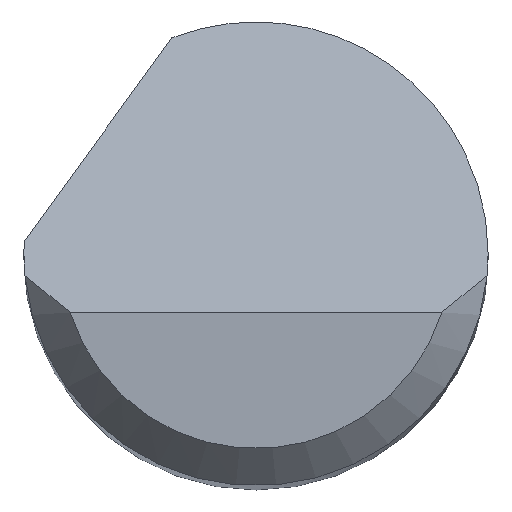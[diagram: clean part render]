
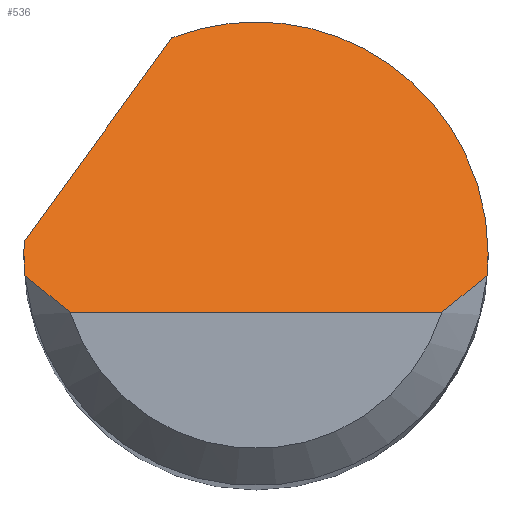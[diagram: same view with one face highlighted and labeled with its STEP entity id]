
A CAD part, top view. The second image highlights one B-rep face of the part: STEP entity #536.
In plain terms, the highlighted planar face has unit normal (0, 0.707, 0.707).
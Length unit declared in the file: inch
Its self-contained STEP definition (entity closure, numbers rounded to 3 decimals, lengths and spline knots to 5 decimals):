
#18 = VECTOR ( 'NONE', #738, 39.37008 ) ;
#28 = LINE ( 'NONE', #331, #474 ) ;
#48 = CARTESIAN_POINT ( 'NONE',  ( 0.09334, -0.00875, 2.485 ) ) ;
#58 = DIRECTION ( 'NONE',  ( 0., -0.707, -0.707 ) ) ;
#62 = CARTESIAN_POINT ( 'NONE',  ( 0.07508, -0.02375, 2.5 ) ) ;
#74 = CARTESIAN_POINT ( 'NONE',  ( -0.07508, -0.02375, 2.5 ) ) ;
#83 = ORIENTED_EDGE ( 'NONE', *, *, #562, .F. ) ;
#101 = CARTESIAN_POINT ( 'NONE',  ( -0.08157, -0.019, 2.49525 ) ) ;
#110 = EDGE_CURVE ( 'NONE', #431, #231, #685, .T. ) ;
#114 = CARTESIAN_POINT ( 'NONE',  ( 0.09375, -0.00292, 2.47917 ) ) ;
#132 = VERTEX_POINT ( 'NONE', #74 ) ;
#138 = CARTESIAN_POINT ( 'NONE',  ( -0.03394, 0.08739, 2.38886 ) ) ;
#180 = ORIENTED_EDGE ( 'NONE', *, *, #790, .T. ) ;
#223 = CARTESIAN_POINT ( 'NONE',  ( -0.09371, 0.00333, 2.47292 ) ) ;
#227 = CARTESIAN_POINT ( 'NONE',  ( -0.09334, -0.00875, 2.485 ) ) ;
#231 = VERTEX_POINT ( 'NONE', #483 ) ;
#233 =( BOUNDED_CURVE ( )  B_SPLINE_CURVE ( 3, ( #479, #1151, #377, #672 ),
 .UNSPECIFIED., .F., .T. ) 
 B_SPLINE_CURVE_WITH_KNOTS ( ( 4, 4 ),
 ( 4.61892, 4.71239 ),
 .UNSPECIFIED. ) 
 CURVE ( )  GEOMETRIC_REPRESENTATION_ITEM ( )  RATIONAL_B_SPLINE_CURVE ( ( 1., 0.999, 0.999, 1. ) ) 
 REPRESENTATION_ITEM ( '' )  );
#234 = VERTEX_POINT ( 'NONE', #1272 ) ;
#240 = ORIENTED_EDGE ( 'NONE', *, *, #944, .F. ) ;
#248 = DIRECTION ( 'NONE',  ( 0., 0.707, -0.707 ) ) ;
#251 = EDGE_CURVE ( 'NONE', #879, #231, #515, .T. ) ;
#261 = FACE_OUTER_BOUND ( 'NONE', #322, .T. ) ;
#296 = ORIENTED_EDGE ( 'NONE', *, *, #251, .F. ) ;
#322 = EDGE_LOOP ( 'NONE', ( #1167, #1248, #296, #335, #240, #715, #83, #180 ) ) ;
#331 = CARTESIAN_POINT ( 'NONE',  ( -0.11014, -0.01781, 2.49406 ) ) ;
#335 = ORIENTED_EDGE ( 'NONE', *, *, #1001, .F. ) ;
#336 = CARTESIAN_POINT ( 'NONE',  ( 0.09375, 0.07266, 2.40359 ) ) ;
#352 = PLANE ( 'NONE',  #750 ) ;
#377 = CARTESIAN_POINT ( 'NONE',  ( -0.09375, -0.00292, 2.47917 ) ) ;
#414 = EDGE_CURVE ( 'NONE', #1121, #456, #460, .T. ) ;
#430 = EDGE_CURVE ( 'NONE', #132, #431, #1234, .T. ) ;
#431 = VERTEX_POINT ( 'NONE', #731 ) ;
#444 = CARTESIAN_POINT ( 'NONE',  ( 0.08157, -0.019, 2.49525 ) ) ;
#454 = CARTESIAN_POINT ( 'NONE',  ( 0.08761, -0.01397, 2.49022 ) ) ;
#456 = VERTEX_POINT ( 'NONE', #543 ) ;
#460 =( BOUNDED_CURVE ( )  B_SPLINE_CURVE ( 3, ( #1117, #853, #223, #620 ),
 .UNSPECIFIED., .F., .T. ) 
 B_SPLINE_CURVE_WITH_KNOTS ( ( 4, 4 ),
 ( 4.71239, 4.76575 ),
 .UNSPECIFIED. ) 
 CURVE ( )  GEOMETRIC_REPRESENTATION_ITEM ( )  RATIONAL_B_SPLINE_CURVE ( ( 1., 1., 1., 1. ) ) 
 REPRESENTATION_ITEM ( '' )  );
#474 = VECTOR ( 'NONE', #825, 39.37008 ) ;
#479 = CARTESIAN_POINT ( 'NONE',  ( -0.09334, -0.00875, 2.485 ) ) ;
#483 = CARTESIAN_POINT ( 'NONE',  ( 0.09334, -0.00875, 2.485 ) ) ;
#502 = CARTESIAN_POINT ( 'NONE',  ( -0.07508, -0.02375, 2.5 ) ) ;
#515 =( BOUNDED_CURVE ( )  B_SPLINE_CURVE ( 3, ( #700, #114, #1112, #1007 ),
 .UNSPECIFIED., .F., .T. ) 
 B_SPLINE_CURVE_WITH_KNOTS ( ( 4, 4 ),
 ( 1.5708, 1.66427 ),
 .UNSPECIFIED. ) 
 CURVE ( )  GEOMETRIC_REPRESENTATION_ITEM ( )  RATIONAL_B_SPLINE_CURVE ( ( 1., 0.999, 0.999, 1. ) ) 
 REPRESENTATION_ITEM ( '' )  );
#536 = ADVANCED_FACE ( 'NONE', ( #261 ), #352, .F. ) ;
#539 = CARTESIAN_POINT ( 'NONE',  ( 0.03379, 0.11369, 2.36256 ) ) ;
#543 = CARTESIAN_POINT ( 'NONE',  ( -0.09362, 0.005, 2.47125 ) ) ;
#548 = CARTESIAN_POINT ( 'NONE',  ( 0.09375, 0., 2.47625 ) ) ;
#562 = EDGE_CURVE ( 'NONE', #858, #1121, #233, .T. ) ;
#566 = B_SPLINE_CURVE_WITH_KNOTS ( 'NONE', 3,
 ( #1010, #1194, #101, #502 ),
 .UNSPECIFIED., .F., .F.,
 ( 4, 4 ),
 ( 0., 0.00071 ),
 .UNSPECIFIED. ) ;
#620 = CARTESIAN_POINT ( 'NONE',  ( -0.09362, 0.005, 2.47125 ) ) ;
#649 = CARTESIAN_POINT ( 'NONE',  ( -0.09375, 0., 2.47625 ) ) ;
#672 = CARTESIAN_POINT ( 'NONE',  ( -0.09375, 0., 2.47625 ) ) ;
#685 = B_SPLINE_CURVE_WITH_KNOTS ( 'NONE', 3,
 ( #62, #444, #454, #48 ),
 .UNSPECIFIED., .F., .F.,
 ( 4, 4 ),
 ( 0., 0.00071 ),
 .UNSPECIFIED. ) ;
#700 = CARTESIAN_POINT ( 'NONE',  ( 0.09375, 0., 2.47625 ) ) ;
#715 = ORIENTED_EDGE ( 'NONE', *, *, #414, .F. ) ;
#731 = CARTESIAN_POINT ( 'NONE',  ( 0.07508, -0.02375, 2.5 ) ) ;
#738 = DIRECTION ( 'NONE',  ( 1., 0., 0. ) ) ;
#750 = AXIS2_PLACEMENT_3D ( 'NONE', #981, #58, #248 ) ;
#751 = CARTESIAN_POINT ( 'NONE',  ( 0., -0.02375, 2.5 ) ) ;
#777 =( BOUNDED_CURVE ( )  B_SPLINE_CURVE ( 3, ( #138, #539, #336, #946 ),
 .UNSPECIFIED., .F., .T. ) 
 B_SPLINE_CURVE_WITH_KNOTS ( ( 4, 4 ),
 ( 5.91277, 7.85398 ),
 .UNSPECIFIED. ) 
 CURVE ( )  GEOMETRIC_REPRESENTATION_ITEM ( )  RATIONAL_B_SPLINE_CURVE ( ( 1., 0.71, 0.71, 1. ) ) 
 REPRESENTATION_ITEM ( '' )  );
#790 = EDGE_CURVE ( 'NONE', #858, #132, #566, .T. ) ;
#825 = DIRECTION ( 'NONE',  ( 0.456, 0.629, -0.629 ) ) ;
#853 = CARTESIAN_POINT ( 'NONE',  ( -0.09375, 0.00167, 2.47458 ) ) ;
#858 = VERTEX_POINT ( 'NONE', #227 ) ;
#879 = VERTEX_POINT ( 'NONE', #548 ) ;
#944 = EDGE_CURVE ( 'NONE', #456, #234, #28, .T. ) ;
#946 = CARTESIAN_POINT ( 'NONE',  ( 0.09375, 0., 2.47625 ) ) ;
#981 = CARTESIAN_POINT ( 'NONE',  ( -0.09375, -0.02375, 2.5 ) ) ;
#1001 = EDGE_CURVE ( 'NONE', #234, #879, #777, .T. ) ;
#1007 = CARTESIAN_POINT ( 'NONE',  ( 0.09334, -0.00875, 2.485 ) ) ;
#1010 = CARTESIAN_POINT ( 'NONE',  ( -0.09334, -0.00875, 2.485 ) ) ;
#1112 = CARTESIAN_POINT ( 'NONE',  ( 0.09361, -0.00584, 2.48209 ) ) ;
#1117 = CARTESIAN_POINT ( 'NONE',  ( -0.09375, 0., 2.47625 ) ) ;
#1121 = VERTEX_POINT ( 'NONE', #649 ) ;
#1151 = CARTESIAN_POINT ( 'NONE',  ( -0.09361, -0.00584, 2.48209 ) ) ;
#1167 = ORIENTED_EDGE ( 'NONE', *, *, #430, .T. ) ;
#1194 = CARTESIAN_POINT ( 'NONE',  ( -0.08761, -0.01397, 2.49022 ) ) ;
#1234 = LINE ( 'NONE', #751, #18 ) ;
#1248 = ORIENTED_EDGE ( 'NONE', *, *, #110, .T. ) ;
#1272 = CARTESIAN_POINT ( 'NONE',  ( -0.03394, 0.08739, 2.38886 ) ) ;
